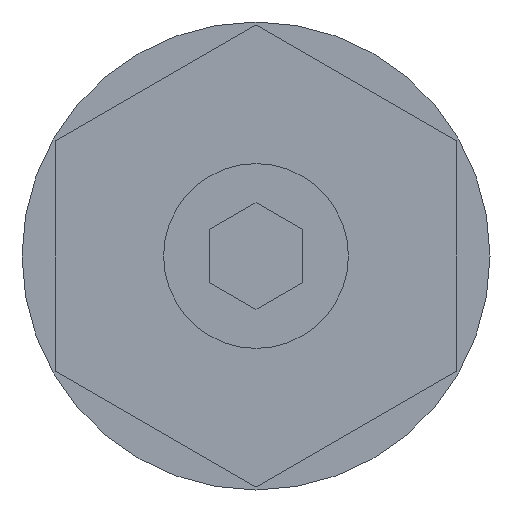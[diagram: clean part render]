
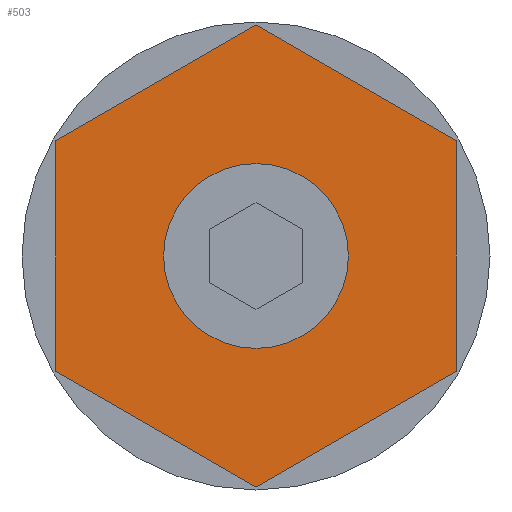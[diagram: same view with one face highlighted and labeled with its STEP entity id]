
A CAD part, left-side view. The second image highlights one B-rep face of the part: STEP entity #503.
In plain terms, the highlighted planar face has unit normal (-1, 0, 0).
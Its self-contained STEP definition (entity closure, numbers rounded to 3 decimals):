
#4 = VERTEX_POINT ( 'NONE', #30 ) ;
#16 = VERTEX_POINT ( 'NONE', #384 ) ;
#30 = CARTESIAN_POINT ( 'NONE',  ( 0., -0.01, 7.5 ) ) ;
#40 = DIRECTION ( 'NONE',  ( -1., 0., 0. ) ) ;
#41 = CARTESIAN_POINT ( 'NONE',  ( 0., -6.5, 3.753 ) ) ;
#43 = CIRCLE ( 'NONE', #1057, 7.5 ) ;
#45 = CIRCLE ( 'NONE', #751, 7.5 ) ;
#48 = ORIENTED_EDGE ( 'NONE', *, *, #940, .T. ) ;
#50 = DIRECTION ( 'NONE',  ( 0., 0.866, 0.5 ) ) ;
#52 = DIRECTION ( 'NONE',  ( 0., 0., 1. ) ) ;
#67 = CARTESIAN_POINT ( 'NONE',  ( 0., 0., 0. ) ) ;
#77 = DIRECTION ( 'NONE',  ( -1., 0., 0. ) ) ;
#79 = ORIENTED_EDGE ( 'NONE', *, *, #372, .T. ) ;
#98 = VERTEX_POINT ( 'NONE', #252 ) ;
#103 = VECTOR ( 'NONE', #326, 1000. ) ;
#105 = VERTEX_POINT ( 'NONE', #805 ) ;
#107 = CIRCLE ( 'NONE', #1129, 3. ) ;
#111 = EDGE_CURVE ( 'NONE', #16, #556, #149, .T. ) ;
#125 = CARTESIAN_POINT ( 'NONE',  ( 0., -6.5, 3.742 ) ) ;
#130 = LINE ( 'NONE', #528, #967 ) ;
#149 = LINE ( 'NONE', #604, #461 ) ;
#150 = EDGE_CURVE ( 'NONE', #1212, #654, #1100, .T. ) ;
#152 = LINE ( 'NONE', #915, #996 ) ;
#175 = CARTESIAN_POINT ( 'NONE',  ( 0., 0., 0. ) ) ;
#181 = ORIENTED_EDGE ( 'NONE', *, *, #218, .T. ) ;
#182 = ORIENTED_EDGE ( 'NONE', *, *, #1090, .T. ) ;
#189 = AXIS2_PLACEMENT_3D ( 'NONE', #600, #40, #408 ) ;
#218 = EDGE_CURVE ( 'NONE', #760, #1154, #897, .T. ) ;
#245 = EDGE_CURVE ( 'NONE', #556, #760, #45, .T. ) ;
#247 = DIRECTION ( 'NONE',  ( 0., 0., 1. ) ) ;
#252 = CARTESIAN_POINT ( 'NONE',  ( 0., -6.49, 3.758 ) ) ;
#264 = EDGE_CURVE ( 'NONE', #105, #1160, #152, .T. ) ;
#274 = EDGE_LOOP ( 'NONE', ( #644, #746 ) ) ;
#277 = CIRCLE ( 'NONE', #189, 7.5 ) ;
#282 = CARTESIAN_POINT ( 'NONE',  ( 0., 6.49, 3.758 ) ) ;
#289 = VERTEX_POINT ( 'NONE', #1000 ) ;
#304 = CARTESIAN_POINT ( 'NONE',  ( 0., 0., -3. ) ) ;
#326 = DIRECTION ( 'NONE',  ( 0., 0., -1. ) ) ;
#329 = EDGE_CURVE ( 'NONE', #1022, #105, #1195, .T. ) ;
#341 = CARTESIAN_POINT ( 'NONE',  ( 0., 6.5, -3.753 ) ) ;
#369 = AXIS2_PLACEMENT_3D ( 'NONE', #427, #1190, #412 ) ;
#372 = EDGE_CURVE ( 'NONE', #98, #4, #899, .T. ) ;
#384 = CARTESIAN_POINT ( 'NONE',  ( 0., 0.01, 7.5 ) ) ;
#386 = ORIENTED_EDGE ( 'NONE', *, *, #824, .T. ) ;
#392 = CARTESIAN_POINT ( 'NONE',  ( 0., 0., 0. ) ) ;
#400 = VECTOR ( 'NONE', #50, 1000. ) ;
#406 = CARTESIAN_POINT ( 'NONE',  ( 0., 0., 0. ) ) ;
#408 = DIRECTION ( 'NONE',  ( 0., 0., 1. ) ) ;
#411 = AXIS2_PLACEMENT_3D ( 'NONE', #406, #1077, #1005 ) ;
#412 = DIRECTION ( 'NONE',  ( 0., 0., 1. ) ) ;
#415 = CARTESIAN_POINT ( 'NONE',  ( 0., 6.5, 3.753 ) ) ;
#419 = AXIS2_PLACEMENT_3D ( 'NONE', #522, #1088, #247 ) ;
#423 = DIRECTION ( 'NONE',  ( 0., 0.866, -0.5 ) ) ;
#427 = CARTESIAN_POINT ( 'NONE',  ( 0., 0., 0. ) ) ;
#443 = DIRECTION ( 'NONE',  ( -1., 0., 0. ) ) ;
#452 = DIRECTION ( 'NONE',  ( 0., 0., 1. ) ) ;
#461 = VECTOR ( 'NONE', #423, 1000. ) ;
#474 = FACE_OUTER_BOUND ( 'NONE', #754, .T. ) ;
#475 = CIRCLE ( 'NONE', #411, 7.5 ) ;
#503 = ADVANCED_FACE ( 'NONE', ( #1042, #474 ), #555, .F. ) ;
#505 = ORIENTED_EDGE ( 'NONE', *, *, #245, .T. ) ;
#518 = CARTESIAN_POINT ( 'NONE',  ( 0., 0., 0. ) ) ;
#521 = CARTESIAN_POINT ( 'NONE',  ( 0., 0., 0. ) ) ;
#522 = CARTESIAN_POINT ( 'NONE',  ( 0., 0., 0. ) ) ;
#528 = CARTESIAN_POINT ( 'NONE',  ( 0., 0., -7.506 ) ) ;
#542 = CARTESIAN_POINT ( 'NONE',  ( 0., 6.49, -3.758 ) ) ;
#555 = PLANE ( 'NONE',  #1223 ) ;
#556 = VERTEX_POINT ( 'NONE', #282 ) ;
#573 = ORIENTED_EDGE ( 'NONE', *, *, #329, .T. ) ;
#600 = CARTESIAN_POINT ( 'NONE',  ( 0., 0., 0. ) ) ;
#601 = EDGE_CURVE ( 'NONE', #4, #1023, #1194, .T. ) ;
#604 = CARTESIAN_POINT ( 'NONE',  ( 0., 0., 7.506 ) ) ;
#605 = CARTESIAN_POINT ( 'NONE',  ( 0., -0.01, -7.5 ) ) ;
#612 = VERTEX_POINT ( 'NONE', #304 ) ;
#625 = AXIS2_PLACEMENT_3D ( 'NONE', #521, #807, #1179 ) ;
#644 = ORIENTED_EDGE ( 'NONE', *, *, #998, .F. ) ;
#654 = VERTEX_POINT ( 'NONE', #874 ) ;
#694 = EDGE_CURVE ( 'NONE', #654, #934, #43, .T. ) ;
#738 = DIRECTION ( 'NONE',  ( 0., 0., 1. ) ) ;
#744 = CARTESIAN_POINT ( 'NONE',  ( 0., 3., 0. ) ) ;
#746 = ORIENTED_EDGE ( 'NONE', *, *, #1089, .F. ) ;
#751 = AXIS2_PLACEMENT_3D ( 'NONE', #518, #812, #52 ) ;
#754 = EDGE_LOOP ( 'NONE', ( #1054, #811, #79, #886, #48, #878, #505, #181, #386, #860, #946, #182, #573 ) ) ;
#760 = VERTEX_POINT ( 'NONE', #1008 ) ;
#775 = CARTESIAN_POINT ( 'NONE',  ( 0., 0., 7.5 ) ) ;
#802 = DIRECTION ( 'NONE',  ( 0., -0.866, 0.5 ) ) ;
#805 = CARTESIAN_POINT ( 'NONE',  ( 0., -6.5, -3.742 ) ) ;
#807 = DIRECTION ( 'NONE',  ( -1., 0., 0. ) ) ;
#811 = ORIENTED_EDGE ( 'NONE', *, *, #1168, .T. ) ;
#812 = DIRECTION ( 'NONE',  ( -1., 0., 0. ) ) ;
#816 = AXIS2_PLACEMENT_3D ( 'NONE', #175, #77, #452 ) ;
#824 = EDGE_CURVE ( 'NONE', #1154, #1212, #1085, .T. ) ;
#860 = ORIENTED_EDGE ( 'NONE', *, *, #150, .T. ) ;
#874 = CARTESIAN_POINT ( 'NONE',  ( 0., 0.01, -7.5 ) ) ;
#878 = ORIENTED_EDGE ( 'NONE', *, *, #111, .T. ) ;
#886 = ORIENTED_EDGE ( 'NONE', *, *, #601, .T. ) ;
#889 = CARTESIAN_POINT ( 'NONE',  ( 0., 6.5, -3.742 ) ) ;
#897 = LINE ( 'NONE', #415, #103 ) ;
#899 = LINE ( 'NONE', #41, #400 ) ;
#901 = DIRECTION ( 'NONE',  ( 0., 0., 1. ) ) ;
#915 = CARTESIAN_POINT ( 'NONE',  ( 0., -6.5, -3.753 ) ) ;
#931 = DIRECTION ( 'NONE',  ( 0., 0., -1. ) ) ;
#934 = VERTEX_POINT ( 'NONE', #605 ) ;
#940 = EDGE_CURVE ( 'NONE', #1023, #16, #277, .T. ) ;
#946 = ORIENTED_EDGE ( 'NONE', *, *, #694, .T. ) ;
#949 = DIRECTION ( 'NONE',  ( 0., 0., 1. ) ) ;
#967 = VECTOR ( 'NONE', #802, 1000. ) ;
#996 = VECTOR ( 'NONE', #901, 1000. ) ;
#998 = EDGE_CURVE ( 'NONE', #289, #612, #107, .T. ) ;
#1000 = CARTESIAN_POINT ( 'NONE',  ( 0., 0., 3. ) ) ;
#1002 = DIRECTION ( 'NONE',  ( 0., -0.866, -0.5 ) ) ;
#1005 = DIRECTION ( 'NONE',  ( 0., 0., 1. ) ) ;
#1008 = CARTESIAN_POINT ( 'NONE',  ( 0., 6.5, 3.742 ) ) ;
#1022 = VERTEX_POINT ( 'NONE', #1156 ) ;
#1023 = VERTEX_POINT ( 'NONE', #775 ) ;
#1042 = FACE_BOUND ( 'NONE', #274, .T. ) ;
#1054 = ORIENTED_EDGE ( 'NONE', *, *, #264, .T. ) ;
#1057 = AXIS2_PLACEMENT_3D ( 'NONE', #392, #1068, #949 ) ;
#1068 = DIRECTION ( 'NONE',  ( -1., 0., 0. ) ) ;
#1077 = DIRECTION ( 'NONE',  ( -1., 0., 0. ) ) ;
#1085 = CIRCLE ( 'NONE', #816, 7.5 ) ;
#1088 = DIRECTION ( 'NONE',  ( -1., 0., 0. ) ) ;
#1089 = EDGE_CURVE ( 'NONE', #612, #289, #1213, .T. ) ;
#1090 = EDGE_CURVE ( 'NONE', #934, #1022, #130, .T. ) ;
#1100 = LINE ( 'NONE', #341, #1157 ) ;
#1116 = DIRECTION ( 'NONE',  ( 1., 0., 0. ) ) ;
#1129 = AXIS2_PLACEMENT_3D ( 'NONE', #67, #443, #738 ) ;
#1154 = VERTEX_POINT ( 'NONE', #889 ) ;
#1156 = CARTESIAN_POINT ( 'NONE',  ( 0., -6.49, -3.758 ) ) ;
#1157 = VECTOR ( 'NONE', #1002, 1000. ) ;
#1160 = VERTEX_POINT ( 'NONE', #125 ) ;
#1168 = EDGE_CURVE ( 'NONE', #1160, #98, #475, .T. ) ;
#1179 = DIRECTION ( 'NONE',  ( 0., 0., 1. ) ) ;
#1190 = DIRECTION ( 'NONE',  ( -1., 0., 0. ) ) ;
#1194 = CIRCLE ( 'NONE', #419, 7.5 ) ;
#1195 = CIRCLE ( 'NONE', #625, 7.5 ) ;
#1212 = VERTEX_POINT ( 'NONE', #542 ) ;
#1213 = CIRCLE ( 'NONE', #369, 3. ) ;
#1223 = AXIS2_PLACEMENT_3D ( 'NONE', #744, #1116, #931 ) ;
